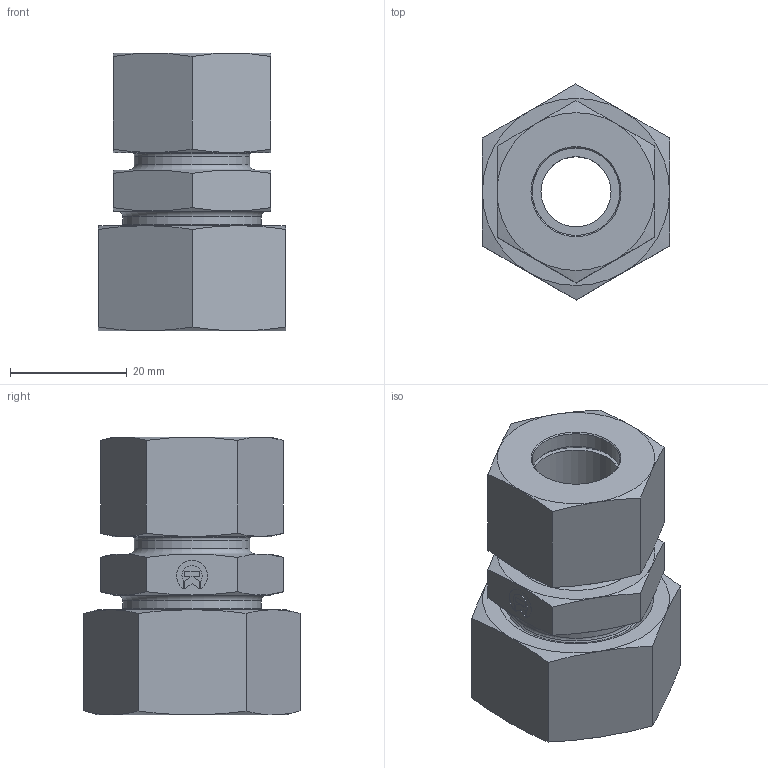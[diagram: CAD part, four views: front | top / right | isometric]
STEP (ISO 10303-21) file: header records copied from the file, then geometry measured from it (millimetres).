
FILE_DESCRIPTION((''),'2;1');
FILE_NAME('32418152622.stp','2014-08-15T16:18:46',(''),('KNOMI spol. s r. o.'),'Autodesk Inventor 2012','Autodesk Inventor 2012','');
FILE_SCHEMA(('AUTOMOTIVE_DESIGN { 1 2 10303 214 0 1 1 1 }'));
Length unit declared in the file: millimetre
Products named in the file (6): PSR2K 18/15L M26/M22; 314 1815 2622; 3911522; 40115; 3911826; 40118
Assembly tree (5 placements, depth 2):
  PSR2K 18/15L M26/M22
    314 1815 2622
    3911522
    40115
    3911826
    40118
Bounding box: 32.01 x 36.95 x 47.5 mm (x, y, z)
Volume: 25469.8 mm3; surface area: 15021.5 mm2
Topology: 5 solids, 5 shells, 146 faces, 337 edges, 217 vertices
Faces by surface type: plane 62, cone 57, cylinder 21, torus 6
Full cylindrical faces by diameter (mm): 12 x1, 15 x3, 17.3 x1, 18 x3, 19.7 x1, 20 x1, 20.3 x1, 20.376 x1, 22 x1, 23 x1, 23.7 x1, 24.376 x1, 26 x1
Entity records: 4060 total; most frequent: CARTESIAN_POINT 779, DIRECTION 622, ORIENTED_EDGE 546, EDGE_CURVE 273, AXIS2_PLACEMENT_3D 256, EDGE_LOOP 208, VERTEX_POINT 189, STYLED_ITEM 159
